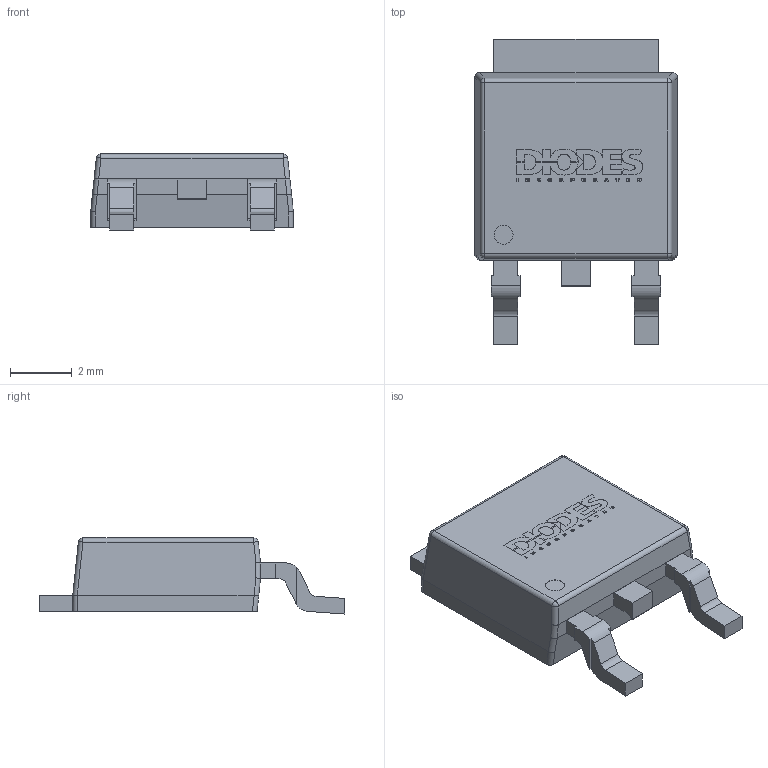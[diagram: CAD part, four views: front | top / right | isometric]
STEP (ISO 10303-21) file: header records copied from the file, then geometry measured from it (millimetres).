
FILE_DESCRIPTION (( 'STEP AP214' ), '1' );
FILE_NAME ('DMN10H100SK3-13.STEP', '2022-11-02T11:07:03', ( '' ), ( '' ), 'SwSTEP 2.0', 'SolidWorks 2022', '' );
FILE_SCHEMA (( 'AUTOMOTIVE_DESIGN' ));
Length unit declared in the file: millimetre
Products named in the file (3): DMN10H100SK3-13_Without Trimmed Pin + Full Shape Seated Pin; DMN10H100SK3-13; Diodes_Logo
Assembly tree (2 placements, depth 2):
  DMN10H100SK3-13
    DMN10H100SK3-13_Without Trimmed Pin + Full Shape Seated Pin
    Diodes_Logo
Bounding box: 6.58 x 9.91 x 2.47 mm (x, y, z)
Volume: 98.3 mm3; surface area: 235.9 mm2
Topology: 23 solids, 23 shells, 369 faces, 952 edges, 630 vertices
Faces by surface type: plane 220, bspline 110, cylinder 35, sphere 4
Entity records: 12770 total; most frequent: CARTESIAN_POINT 3464, ORIENTED_EDGE 1904, DIRECTION 1302, EDGE_CURVE 952, VECTOR 654, LINE 654, VERTEX_POINT 630, EDGE_LOOP 388
